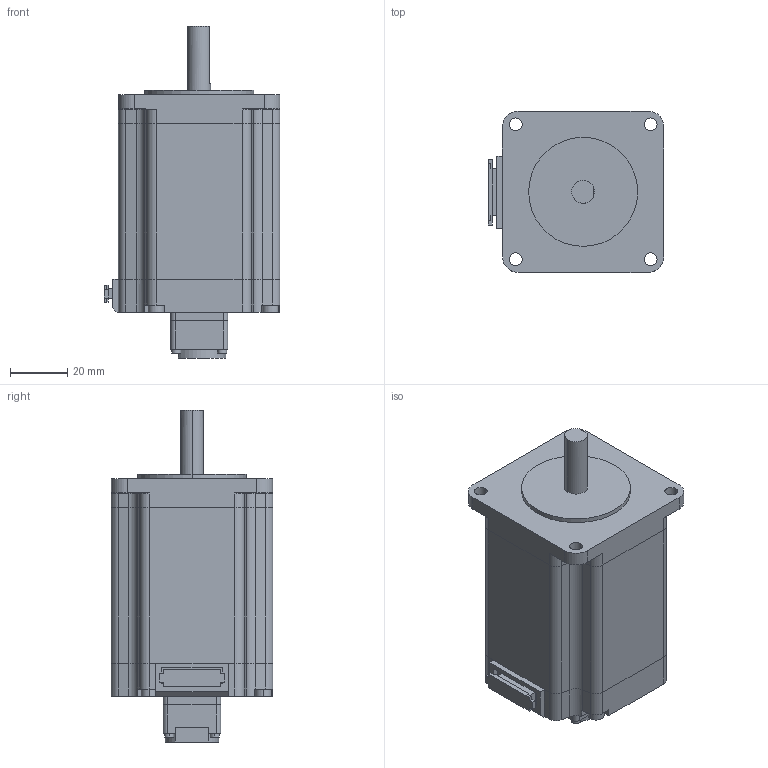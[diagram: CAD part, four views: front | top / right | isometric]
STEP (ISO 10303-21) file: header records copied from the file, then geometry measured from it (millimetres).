
FILE_DESCRIPTION (( 'STEP AP203' ), '1' );
FILE_NAME ('NMS23-E08T4A.step', '2023-06-27T22:49:58', ( '' ), ( '' ), 'SwSTEP 2.0', 'SolidWorks 2019', '' );
FILE_SCHEMA (( 'CONFIG_CONTROL_DESIGN' ));
Length unit declared in the file: millimetre
Products named in the file (2): NMS23_motor^NMS23_NMS23-E08T4A; NMS23-E08T4A
Assembly tree (1 placements, depth 2):
  NMS23-E08T4A
    NMS23_motor^NMS23_NMS23-E08T4A
Bounding box: 61.4 x 56.4 x 116 mm (x, y, z)
Volume: 224244.3 mm3; surface area: 37698.1 mm2
Topology: 6 solids, 6 shells, 204 faces, 543 edges, 362 vertices
Faces by surface type: plane 122, cylinder 82
Entity records: 6579 total; most frequent: DIRECTION 1129, CARTESIAN_POINT 1113, ORIENTED_EDGE 1086, EDGE_CURVE 543, AXIS2_PLACEMENT_3D 378, VECTOR 373, LINE 373, VERTEX_POINT 362
